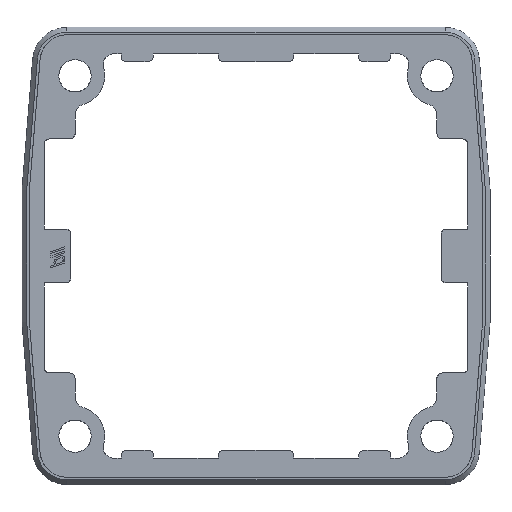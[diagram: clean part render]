
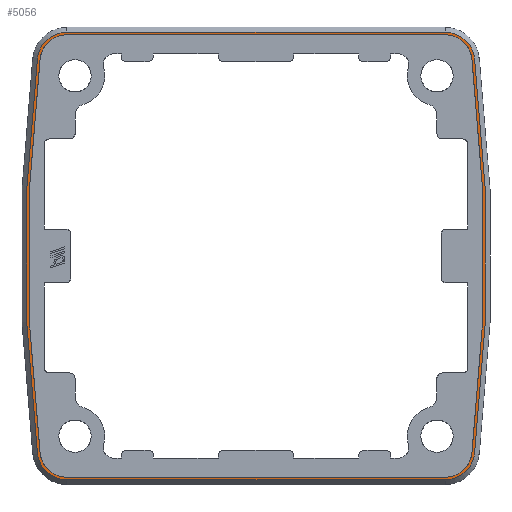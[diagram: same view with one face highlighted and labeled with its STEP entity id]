
A CAD part, top view. The second image highlights one B-rep face of the part: STEP entity #5056.
In plain terms, the highlighted planar face has unit normal (0, 0, 1).
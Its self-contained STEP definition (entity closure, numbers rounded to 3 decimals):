
#233=CIRCLE('',#5506,300.5);
#235=CIRCLE('',#5509,5.5);
#237=CIRCLE('',#5513,5.5);
#239=CIRCLE('',#5516,300.5);
#241=CIRCLE('',#5519,5.5);
#243=CIRCLE('',#5523,5.5);
#247=CIRCLE('',#5532,5.009);
#248=CIRCLE('',#5533,300.009);
#249=CIRCLE('',#5534,5.009);
#250=CIRCLE('',#5535,5.009);
#251=CIRCLE('',#5536,300.009);
#252=CIRCLE('',#5537,5.009);
#376=FACE_BOUND('',#1004,.T.);
#703=FACE_OUTER_BOUND('',#1003,.T.);
#1003=EDGE_LOOP('',(#4288,#4289,#4290,#4291,#4292,#4293,#4294,#4295));
#1004=EDGE_LOOP('',(#4296,#4297,#4298,#4299,#4300,#4301,#4302,#4303));
#1433=LINE('',#8907,#1865);
#1439=LINE('',#8931,#1871);
#1446=LINE('',#8956,#1878);
#1447=LINE('',#8964,#1879);
#1865=VECTOR('',#6667,10.);
#1871=VECTOR('',#6693,10.);
#1878=VECTOR('',#6722,10.);
#1879=VECTOR('',#6729,10.);
#2400=VERTEX_POINT('',#8889);
#2402=VERTEX_POINT('',#8893);
#2404=VERTEX_POINT('',#8898);
#2406=VERTEX_POINT('',#8904);
#2408=VERTEX_POINT('',#8910);
#2410=VERTEX_POINT('',#8916);
#2412=VERTEX_POINT('',#8922);
#2414=VERTEX_POINT('',#8928);
#2420=VERTEX_POINT('',#8954);
#2421=VERTEX_POINT('',#8955);
#2422=VERTEX_POINT('',#8957);
#2423=VERTEX_POINT('',#8959);
#2424=VERTEX_POINT('',#8961);
#2425=VERTEX_POINT('',#8963);
#2426=VERTEX_POINT('',#8965);
#2427=VERTEX_POINT('',#8967);
#3084=EDGE_CURVE('',#2400,#2402,#233,.T.);
#3087=EDGE_CURVE('',#2404,#2400,#235,.T.);
#3090=EDGE_CURVE('',#2406,#2404,#1433,.T.);
#3093=EDGE_CURVE('',#2408,#2406,#237,.T.);
#3096=EDGE_CURVE('',#2410,#2408,#239,.T.);
#3099=EDGE_CURVE('',#2412,#2410,#241,.T.);
#3102=EDGE_CURVE('',#2414,#2412,#1439,.T.);
#3104=EDGE_CURVE('',#2402,#2414,#243,.T.);
#3114=EDGE_CURVE('',#2420,#2421,#1446,.F.);
#3115=EDGE_CURVE('',#2422,#2420,#247,.F.);
#3116=EDGE_CURVE('',#2423,#2422,#248,.F.);
#3117=EDGE_CURVE('',#2424,#2423,#249,.F.);
#3118=EDGE_CURVE('',#2425,#2424,#1447,.F.);
#3119=EDGE_CURVE('',#2426,#2425,#250,.F.);
#3120=EDGE_CURVE('',#2427,#2426,#251,.F.);
#3121=EDGE_CURVE('',#2421,#2427,#252,.F.);
#4288=ORIENTED_EDGE('',*,*,#3084,.T.);
#4289=ORIENTED_EDGE('',*,*,#3104,.T.);
#4290=ORIENTED_EDGE('',*,*,#3102,.T.);
#4291=ORIENTED_EDGE('',*,*,#3099,.T.);
#4292=ORIENTED_EDGE('',*,*,#3096,.T.);
#4293=ORIENTED_EDGE('',*,*,#3093,.T.);
#4294=ORIENTED_EDGE('',*,*,#3090,.T.);
#4295=ORIENTED_EDGE('',*,*,#3087,.T.);
#4296=ORIENTED_EDGE('',*,*,#3114,.F.);
#4297=ORIENTED_EDGE('',*,*,#3115,.F.);
#4298=ORIENTED_EDGE('',*,*,#3116,.F.);
#4299=ORIENTED_EDGE('',*,*,#3117,.F.);
#4300=ORIENTED_EDGE('',*,*,#3118,.F.);
#4301=ORIENTED_EDGE('',*,*,#3119,.F.);
#4302=ORIENTED_EDGE('',*,*,#3120,.F.);
#4303=ORIENTED_EDGE('',*,*,#3121,.F.);
#4813=PLANE('',#5531);
#5056=ADVANCED_FACE('',(#703,#376),#4813,.T.);
#5506=AXIS2_PLACEMENT_3D('',#8895,#6654,#6655);
#5509=AXIS2_PLACEMENT_3D('',#8901,#6661,#6662);
#5513=AXIS2_PLACEMENT_3D('',#8913,#6673,#6674);
#5516=AXIS2_PLACEMENT_3D('',#8919,#6680,#6681);
#5519=AXIS2_PLACEMENT_3D('',#8925,#6687,#6688);
#5523=AXIS2_PLACEMENT_3D('',#8934,#6698,#6699);
#5531=AXIS2_PLACEMENT_3D('',#8953,#6720,#6721);
#5532=AXIS2_PLACEMENT_3D('',#8958,#6723,#6724);
#5533=AXIS2_PLACEMENT_3D('',#8960,#6725,#6726);
#5534=AXIS2_PLACEMENT_3D('',#8962,#6727,#6728);
#5535=AXIS2_PLACEMENT_3D('',#8966,#6730,#6731);
#5536=AXIS2_PLACEMENT_3D('',#8968,#6732,#6733);
#5537=AXIS2_PLACEMENT_3D('',#8969,#6734,#6735);
#6654=DIRECTION('center_axis',(0.,0.,1.));
#6655=DIRECTION('ref_axis',(0.993,-0.122,0.));
#6661=DIRECTION('center_axis',(0.,0.,1.));
#6662=DIRECTION('ref_axis',(0.,-1.,0.));
#6667=DIRECTION('',(1.,0.,0.));
#6673=DIRECTION('center_axis',(0.,0.,1.));
#6674=DIRECTION('ref_axis',(-0.993,-0.122,0.));
#6680=DIRECTION('center_axis',(0.,0.,1.));
#6681=DIRECTION('ref_axis',(-0.993,0.122,0.));
#6687=DIRECTION('center_axis',(0.,0.,1.));
#6688=DIRECTION('ref_axis',(0.,1.,0.));
#6693=DIRECTION('',(-1.,0.,0.));
#6698=DIRECTION('center_axis',(0.,0.,1.));
#6699=DIRECTION('ref_axis',(0.993,0.122,0.));
#6720=DIRECTION('center_axis',(0.,0.,1.));
#6721=DIRECTION('ref_axis',(1.,0.,0.));
#6722=DIRECTION('',(-1.,0.,0.));
#6723=DIRECTION('center_axis',(0.,0.,-1.));
#6724=DIRECTION('ref_axis',(-0.663,-0.749,0.));
#6725=DIRECTION('center_axis',(0.,0.,-1.));
#6726=DIRECTION('ref_axis',(-0.991,0.137,0.));
#6727=DIRECTION('center_axis',(0.,0.,-1.));
#6728=DIRECTION('ref_axis',(-0.663,0.749,0.));
#6729=DIRECTION('',(1.,0.,0.));
#6730=DIRECTION('center_axis',(0.,0.,-1.));
#6731=DIRECTION('ref_axis',(0.663,0.749,0.));
#6732=DIRECTION('center_axis',(0.,0.,-1.));
#6733=DIRECTION('ref_axis',(0.991,0.137,0.));
#6734=DIRECTION('center_axis',(0.,0.,-1.));
#6735=DIRECTION('ref_axis',(0.663,-0.749,0.));
#8889=CARTESIAN_POINT('',(40.504,-36.671,2.525));
#8893=CARTESIAN_POINT('',(40.504,36.671,2.525));
#8895=CARTESIAN_POINT('Origin',(-257.75,0.,2.525));
#8898=CARTESIAN_POINT('',(35.045,-41.5,2.525));
#8901=CARTESIAN_POINT('Origin',(35.045,-36.,2.525));
#8904=CARTESIAN_POINT('',(-35.045,-41.5,2.525));
#8907=CARTESIAN_POINT('',(-17.523,-41.5,2.525));
#8910=CARTESIAN_POINT('',(-40.504,-36.671,2.525));
#8913=CARTESIAN_POINT('Origin',(-35.045,-36.,2.525));
#8916=CARTESIAN_POINT('',(-40.504,36.671,2.525));
#8919=CARTESIAN_POINT('Origin',(257.75,0.,2.525));
#8922=CARTESIAN_POINT('',(-35.045,41.5,2.525));
#8925=CARTESIAN_POINT('Origin',(-35.045,36.,2.525));
#8928=CARTESIAN_POINT('',(35.045,41.5,2.525));
#8931=CARTESIAN_POINT('',(17.523,41.5,2.525));
#8934=CARTESIAN_POINT('Origin',(35.045,36.,2.525));
#8953=CARTESIAN_POINT('Origin',(0.,0.,
2.525));
#8954=CARTESIAN_POINT('',(-35.045,-41.009,2.525));
#8955=CARTESIAN_POINT('',(35.045,-41.009,2.525));
#8956=CARTESIAN_POINT('',(-17.523,-41.009,2.525));
#8957=CARTESIAN_POINT('',(-40.016,-36.611,2.525));
#8958=CARTESIAN_POINT('Origin',(-35.045,-36.,2.525));
#8959=CARTESIAN_POINT('',(-40.016,36.611,2.525));
#8960=CARTESIAN_POINT('Origin',(257.75,0.,2.525));
#8961=CARTESIAN_POINT('',(-35.045,41.009,2.525));
#8962=CARTESIAN_POINT('Origin',(-35.045,36.,2.525));
#8963=CARTESIAN_POINT('',(35.045,41.009,2.525));
#8964=CARTESIAN_POINT('',(17.523,41.009,2.525));
#8965=CARTESIAN_POINT('',(40.016,36.611,2.525));
#8966=CARTESIAN_POINT('Origin',(35.045,36.,2.525));
#8967=CARTESIAN_POINT('',(40.016,-36.611,2.525));
#8968=CARTESIAN_POINT('Origin',(-257.75,0.,2.525));
#8969=CARTESIAN_POINT('Origin',(35.045,-36.,2.525));
